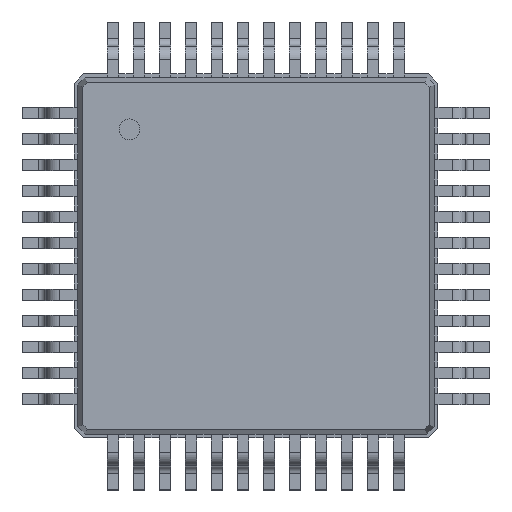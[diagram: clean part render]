
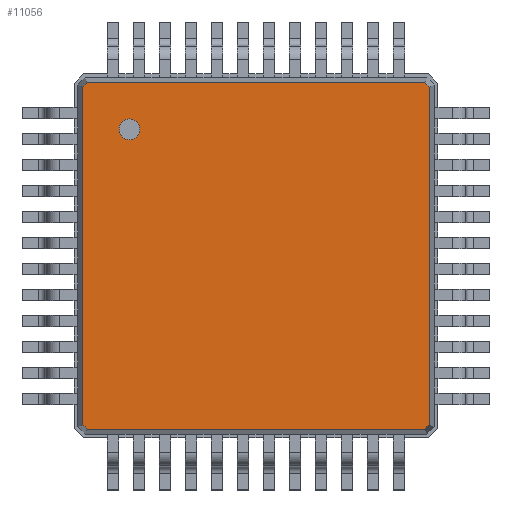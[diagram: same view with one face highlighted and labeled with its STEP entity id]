
A CAD part, top view. The second image highlights one B-rep face of the part: STEP entity #11056.
In plain terms, the highlighted planar face has unit normal (0, 0, 1).
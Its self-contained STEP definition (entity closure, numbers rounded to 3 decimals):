
#27=VECTOR('',#28,1.);
#28=DIRECTION('',(1.,0.,0.));
#147=VECTOR('',#148,1.);
#148=DIRECTION('',(0.707,-0.707,0.));
#154=VECTOR('',#155,1.);
#155=DIRECTION('',(0.,-1.,0.));
#161=VECTOR('',#162,1.);
#162=DIRECTION('',(-0.707,-0.707,0.));
#168=VECTOR('',#169,1.);
#169=DIRECTION('',(-1.,0.,0.));
#175=VECTOR('',#176,1.);
#176=DIRECTION('',(-0.707,0.707,0.));
#182=VECTOR('',#183,1.);
#183=DIRECTION('',(0.,1.,0.));
#187=VECTOR('',#188,1.);
#188=DIRECTION('',(0.707,0.707,0.));
#4397=DIRECTION('',(0.,0.,-1.));
#4496=VERTEX_POINT('',#4497);
#4497=CARTESIAN_POINT('',(-3.335,3.242,1.1));
#4500=EDGE_CURVE('',#4501,#4496,#4503,.T.);
#4501=VERTEX_POINT('',#4502);
#4502=CARTESIAN_POINT('',(-3.335,-3.242,1.1));
#4503=LINE('',#4502,#182);
#4514=VERTEX_POINT('',#4515);
#4515=CARTESIAN_POINT('',(-3.242,3.335,1.1));
#4518=EDGE_CURVE('',#4496,#4514,#4519,.T.);
#4519=LINE('',#4497,#187);
#4564=VERTEX_POINT('',#4565);
#4565=CARTESIAN_POINT('',(3.242,3.335,1.1));
#4568=EDGE_CURVE('',#4514,#4564,#4569,.T.);
#4569=LINE('',#4515,#27);
#5660=VERTEX_POINT('',#5661);
#5661=CARTESIAN_POINT('',(3.335,3.242,1.1));
#5664=EDGE_CURVE('',#4564,#5660,#5665,.T.);
#5665=LINE('',#4565,#147);
#5770=VERTEX_POINT('',#5771);
#5771=CARTESIAN_POINT('',(3.335,-3.242,1.1));
#5774=EDGE_CURVE('',#5660,#5770,#5775,.T.);
#5775=LINE('',#5661,#154);
#11056=ADVANCED_FACE('',(#11057,#11077),#11087,.F.);
#11057=FACE_BOUND('',#11058,.F.);
#11058=EDGE_LOOP('',(#11059,#11060,#11061,#11062,#11067,#11072,#11075,#11076));
#11059=ORIENTED_EDGE('',*,*,#4568,.T.);
#11060=ORIENTED_EDGE('',*,*,#5664,.T.);
#11061=ORIENTED_EDGE('',*,*,#5774,.T.);
#11062=ORIENTED_EDGE('',*,*,#11063,.T.);
#11063=EDGE_CURVE('',#5770,#11064,#11066,.T.);
#11064=VERTEX_POINT('',#11065);
#11065=CARTESIAN_POINT('',(3.242,-3.335,1.1));
#11066=LINE('',#5771,#161);
#11067=ORIENTED_EDGE('',*,*,#11068,.T.);
#11068=EDGE_CURVE('',#11064,#11069,#11071,.T.);
#11069=VERTEX_POINT('',#11070);
#11070=CARTESIAN_POINT('',(-3.242,-3.335,1.1));
#11071=LINE('',#11065,#168);
#11072=ORIENTED_EDGE('',*,*,#11073,.T.);
#11073=EDGE_CURVE('',#11069,#4501,#11074,.T.);
#11074=LINE('',#11070,#175);
#11075=ORIENTED_EDGE('',*,*,#4500,.T.);
#11076=ORIENTED_EDGE('',*,*,#4518,.T.);
#11077=FACE_BOUND('',#11078,.F.);
#11078=EDGE_LOOP('',(#11079));
#11079=ORIENTED_EDGE('',*,*,#11080,.F.);
#11080=EDGE_CURVE('',#11081,#11081,#11083,.T.);
#11081=VERTEX_POINT('',#11082);
#11082=CARTESIAN_POINT('',(-2.435,2.235,1.1));
#11083=CIRCLE('',#11084,0.2);
#11084=AXIS2_PLACEMENT_3D('',#11085,#11086,#155);
#11085=CARTESIAN_POINT('',(-2.435,2.435,1.1));
#11086=DIRECTION('',(0.,-0.,-1.));
#11087=PLANE('',#11088);
#11088=AXIS2_PLACEMENT_3D('',#4515,#4397,#11089);
#11089=DIRECTION('',(0.697,-0.717,0.));
